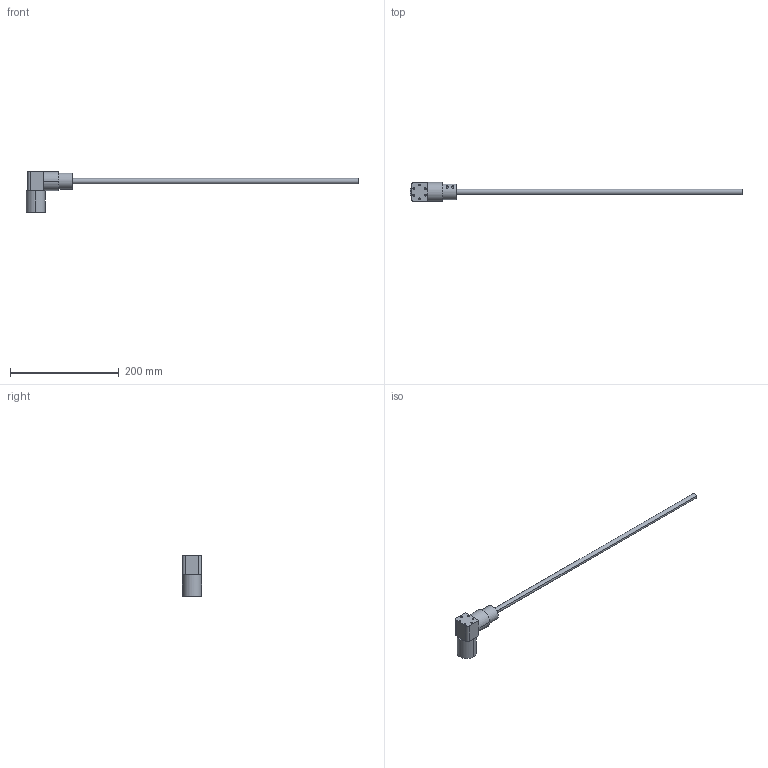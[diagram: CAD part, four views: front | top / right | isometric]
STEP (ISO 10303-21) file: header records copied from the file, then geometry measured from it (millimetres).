
FILE_DESCRIPTION (( 'STEP AP214' ), '1' );
FILE_NAME ('tail.STEP', '2025-05-07T07:34:17', ( '' ), ( '' ), 'SwSTEP 2.0', 'SolidWorks 2024', '' );
FILE_SCHEMA (( 'AUTOMOTIVE_DESIGN' ));
Length unit declared in the file: millimetre
Products named in the file (5): tail_interface; carbon fiber tail; shaft coupler; roll spacer; tail
Assembly tree (4 placements, depth 2):
  tail
    roll spacer
    carbon fiber tail
    shaft coupler
    tail_interface
Bounding box: 610 x 35 x 75 mm (x, y, z)
Volume: 119277.4 mm3; surface area: 61705 mm2
Topology: 4 solids, 4 shells, 87 faces, 216 edges, 142 vertices
Faces by surface type: cylinder 61, plane 26
Entity records: 3280 total; most frequent: CARTESIAN_POINT 944, DIRECTION 472, ORIENTED_EDGE 432, EDGE_CURVE 216, AXIS2_PLACEMENT_3D 190, VERTEX_POINT 142, EDGE_LOOP 136, CIRCLE 96
